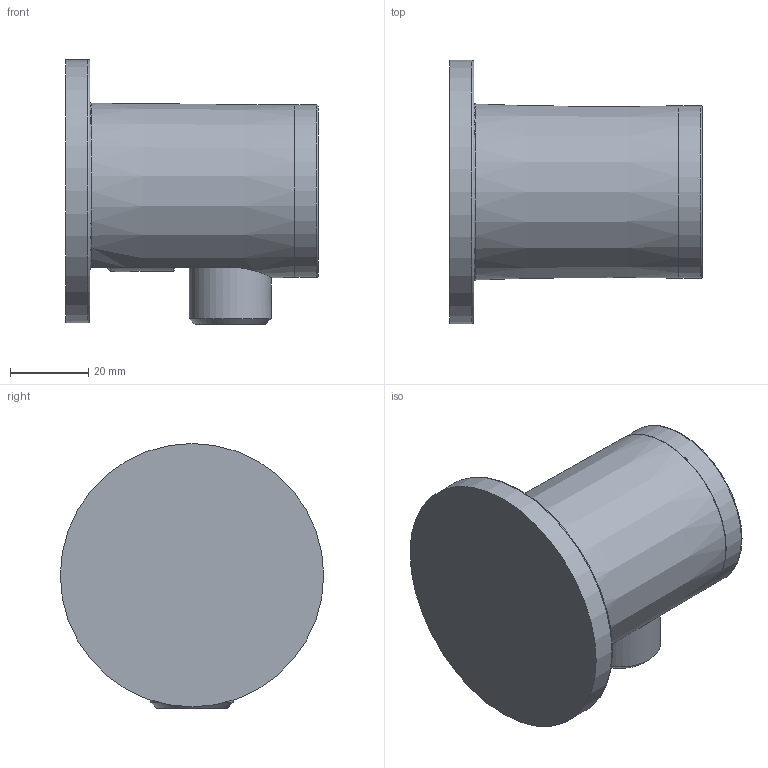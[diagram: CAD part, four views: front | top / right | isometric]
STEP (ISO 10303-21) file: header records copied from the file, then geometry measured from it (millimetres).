
FILE_DESCRIPTION(/* description */ ('Unknown'),/* implementation_level */ '2;1');
FILE_NAME(/* name */ '26636001',/* time_stamp */ '2022-09-27T17:43:30+02:00',/* author */ ('Unknown'),/* organization */ ('GROHE AG'),/* preprocessor_version */ 'ST-DEVELOPER v16.7',/* originating_system */ 'DEX',/* authorisation */ $);
FILE_SCHEMA (('AUTOMOTIVE_DESIGN {1 0 10303 214 3 1 1}'));
Length unit declared in the file: millimetre
Products named in the file (3): 26636001; id11; 05069038_Geh._Bogen_01028109
Assembly tree (2 placements, depth 2):
  26636001
    id11
    05069038_Geh._Bogen_01028109
Bounding box: 64.5 x 67.2 x 67.6 mm (x, y, z)
Surface area: 30109.5 mm2 (no closed solid volume)
Topology: 0 solids, 6 shells, 45 faces, 279 edges, 234 vertices
Faces by surface type: plane 13, cylinder 12, bspline 11, torus 5, cone 4
Full cylindrical faces by diameter (mm): 20.96 x1, 25 x1, 41.6 x1, 44 x1, 62.2 x1, 67.2 x1
Entity records: 3323 total; most frequent: CARTESIAN_POINT 1225, DIRECTION 408, ORIENTED_EDGE 320, EDGE_CURVE 256, VERTEX_POINT 224, AXIS2_PLACEMENT_3D 161, CIRCLE 100, LINE 86
